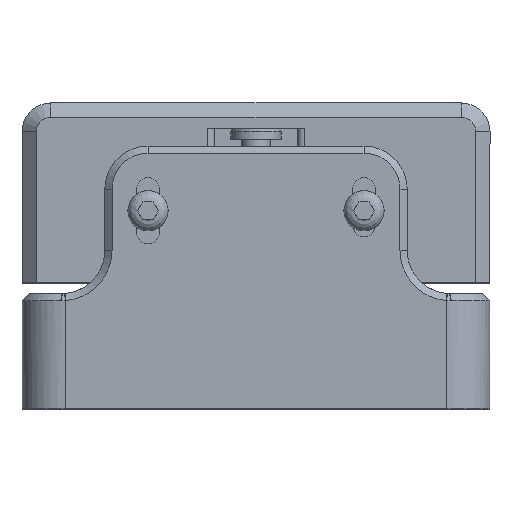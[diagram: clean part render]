
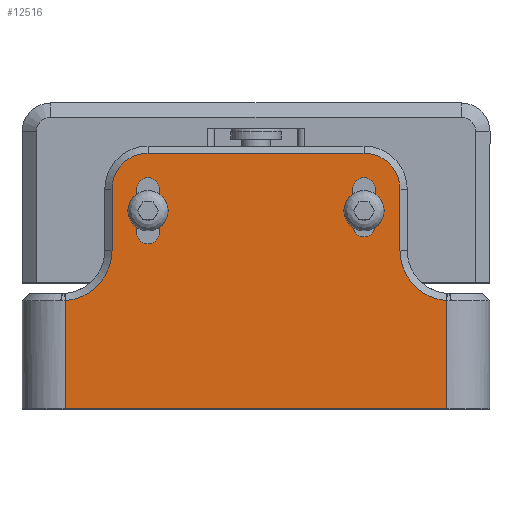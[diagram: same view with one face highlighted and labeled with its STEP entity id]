
A CAD part, top view. The second image highlights one B-rep face of the part: STEP entity #12516.
In plain terms, the highlighted face is planar.
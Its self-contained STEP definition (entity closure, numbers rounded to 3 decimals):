
#62=B_SPLINE_CURVE_WITH_KNOTS('',3,(#17729,#17730,#17731,#17732),
 .UNSPECIFIED.,.F.,.F.,(4,4),(-0.945,-0.938),
 .UNSPECIFIED.);
#66=B_SPLINE_CURVE_WITH_KNOTS('',3,(#17783,#17784,#17785,#17786),
 .UNSPECIFIED.,.F.,.F.,(4,4),(-2.933,-2.926),
 .UNSPECIFIED.);
#1887=FACE_BOUND('',#3272,.T.);
#1888=FACE_BOUND('',#3273,.T.);
#1931=PLANE('',#13555);
#2456=FACE_OUTER_BOUND('',#3271,.T.);
#3271=EDGE_LOOP('',(#8948,#8949,#8950,#8951,#8952,#8953,#8954,#8955,#8956,
#8957,#8958,#8959));
#3272=EDGE_LOOP('',(#8960,#8961,#8962,#8963));
#3273=EDGE_LOOP('',(#8964,#8965,#8966,#8967));
#4086=LINE('',#17678,#4509);
#4090=LINE('',#17690,#4513);
#4092=LINE('',#17699,#4515);
#4137=LINE('',#17964,#4560);
#4139=LINE('',#17970,#4562);
#4140=LINE('',#17971,#4563);
#4141=LINE('',#17974,#4564);
#4142=LINE('',#17978,#4565);
#4143=LINE('',#17982,#4566);
#4144=LINE('',#17986,#4567);
#4509=VECTOR('',#14831,10.);
#4513=VECTOR('',#14843,10.);
#4515=VECTOR('',#14853,10.);
#4560=VECTOR('',#15002,10.);
#4562=VECTOR('',#15008,10.);
#4563=VECTOR('',#15009,10.);
#4564=VECTOR('',#15010,10.);
#4565=VECTOR('',#15013,10.);
#4566=VECTOR('',#15016,10.);
#4567=VECTOR('',#15019,10.);
#4909=CIRCLE('',#13492,7.);
#4911=CIRCLE('',#13496,5.);
#4913=CIRCLE('',#13500,5.);
#4915=CIRCLE('',#13504,7.);
#4946=CIRCLE('',#13556,1.6);
#4947=CIRCLE('',#13557,1.6);
#4948=CIRCLE('',#13558,1.6);
#4949=CIRCLE('',#13559,1.6);
#5600=VERTEX_POINT('',#17626);
#5604=VERTEX_POINT('',#17665);
#5607=VERTEX_POINT('',#17670);
#5608=VERTEX_POINT('',#17674);
#5610=VERTEX_POINT('',#17680);
#5612=VERTEX_POINT('',#17686);
#5614=VERTEX_POINT('',#17692);
#5616=VERTEX_POINT('',#17698);
#5618=VERTEX_POINT('',#17704);
#5621=VERTEX_POINT('',#17750);
#5676=VERTEX_POINT('',#17963);
#5678=VERTEX_POINT('',#17969);
#5679=VERTEX_POINT('',#17972);
#5680=VERTEX_POINT('',#17973);
#5681=VERTEX_POINT('',#17975);
#5682=VERTEX_POINT('',#17977);
#5683=VERTEX_POINT('',#17980);
#5684=VERTEX_POINT('',#17981);
#5685=VERTEX_POINT('',#17983);
#5686=VERTEX_POINT('',#17985);
#6774=EDGE_CURVE('',#5607,#5604,#4909,.T.);
#6777=EDGE_CURVE('',#5604,#5608,#4086,.T.);
#6780=EDGE_CURVE('',#5608,#5610,#4911,.T.);
#6783=EDGE_CURVE('',#5610,#5612,#4090,.T.);
#6786=EDGE_CURVE('',#5612,#5614,#4913,.T.);
#6787=EDGE_CURVE('',#5614,#5616,#4092,.T.);
#6792=EDGE_CURVE('',#5616,#5618,#4915,.T.);
#6794=EDGE_CURVE('',#5600,#5607,#62,.T.);
#6800=EDGE_CURVE('',#5618,#5621,#66,.T.);
#6875=EDGE_CURVE('',#5621,#5676,#4137,.T.);
#6878=EDGE_CURVE('',#5678,#5600,#4139,.T.);
#6879=EDGE_CURVE('',#5678,#5676,#4140,.T.);
#6880=EDGE_CURVE('',#5679,#5680,#4141,.T.);
#6881=EDGE_CURVE('',#5680,#5681,#4946,.T.);
#6882=EDGE_CURVE('',#5681,#5682,#4142,.T.);
#6883=EDGE_CURVE('',#5682,#5679,#4947,.T.);
#6884=EDGE_CURVE('',#5683,#5684,#4143,.T.);
#6885=EDGE_CURVE('',#5684,#5685,#4948,.T.);
#6886=EDGE_CURVE('',#5685,#5686,#4144,.T.);
#6887=EDGE_CURVE('',#5686,#5683,#4949,.T.);
#8948=ORIENTED_EDGE('',*,*,#6794,.F.);
#8949=ORIENTED_EDGE('',*,*,#6878,.F.);
#8950=ORIENTED_EDGE('',*,*,#6879,.T.);
#8951=ORIENTED_EDGE('',*,*,#6875,.F.);
#8952=ORIENTED_EDGE('',*,*,#6800,.F.);
#8953=ORIENTED_EDGE('',*,*,#6792,.F.);
#8954=ORIENTED_EDGE('',*,*,#6787,.F.);
#8955=ORIENTED_EDGE('',*,*,#6786,.F.);
#8956=ORIENTED_EDGE('',*,*,#6783,.F.);
#8957=ORIENTED_EDGE('',*,*,#6780,.F.);
#8958=ORIENTED_EDGE('',*,*,#6777,.F.);
#8959=ORIENTED_EDGE('',*,*,#6774,.F.);
#8960=ORIENTED_EDGE('',*,*,#6880,.T.);
#8961=ORIENTED_EDGE('',*,*,#6881,.T.);
#8962=ORIENTED_EDGE('',*,*,#6882,.T.);
#8963=ORIENTED_EDGE('',*,*,#6883,.T.);
#8964=ORIENTED_EDGE('',*,*,#6884,.T.);
#8965=ORIENTED_EDGE('',*,*,#6885,.T.);
#8966=ORIENTED_EDGE('',*,*,#6886,.T.);
#8967=ORIENTED_EDGE('',*,*,#6887,.T.);
#12516=ADVANCED_FACE('',(#2456,#1887,#1888),#1931,.T.);
#13492=AXIS2_PLACEMENT_3D('',#17672,#14825,#14826);
#13496=AXIS2_PLACEMENT_3D('',#17684,#14837,#14838);
#13500=AXIS2_PLACEMENT_3D('',#17696,#14849,#14850);
#13504=AXIS2_PLACEMENT_3D('',#17708,#14861,#14862);
#13555=AXIS2_PLACEMENT_3D('',#17968,#15006,#15007);
#13556=AXIS2_PLACEMENT_3D('',#17976,#15011,#15012);
#13557=AXIS2_PLACEMENT_3D('',#17979,#15014,#15015);
#13558=AXIS2_PLACEMENT_3D('',#17984,#15017,#15018);
#13559=AXIS2_PLACEMENT_3D('',#17987,#15020,#15021);
#14825=DIRECTION('center_axis',(1.,0.,0.));
#14826=DIRECTION('ref_axis',(0.,-0.707,-0.707));
#14831=DIRECTION('',(0.,1.,0.));
#14837=DIRECTION('center_axis',(-1.,0.,0.));
#14838=DIRECTION('ref_axis',(0.,0.707,0.707));
#14843=DIRECTION('',(0.,0.,-1.));
#14849=DIRECTION('center_axis',(-1.,0.,0.));
#14850=DIRECTION('ref_axis',(0.,0.707,-0.707));
#14853=DIRECTION('',(0.,-1.,0.));
#14861=DIRECTION('center_axis',(1.,0.,0.));
#14862=DIRECTION('ref_axis',(0.,-0.707,0.707));
#15002=DIRECTION('',(0.,-1.,0.));
#15006=DIRECTION('center_axis',(1.,0.,0.));
#15007=DIRECTION('ref_axis',(0.,0.,-1.));
#15008=DIRECTION('',(0.,1.,0.));
#15009=DIRECTION('',(0.,0.,-1.));
#15010=DIRECTION('',(0.,-1.,0.));
#15011=DIRECTION('center_axis',(-1.,0.,0.));
#15012=DIRECTION('ref_axis',(0.,0.,1.));
#15013=DIRECTION('',(0.,1.,0.));
#15014=DIRECTION('center_axis',(-1.,0.,0.));
#15015=DIRECTION('ref_axis',(0.,0.,-1.));
#15016=DIRECTION('',(0.,-1.,0.));
#15017=DIRECTION('center_axis',(-1.,0.,0.));
#15018=DIRECTION('ref_axis',(0.,0.,1.));
#15019=DIRECTION('',(0.,1.,0.));
#15020=DIRECTION('center_axis',(-1.,0.,0.));
#15021=DIRECTION('ref_axis',(0.,0.,-1.));
#17626=CARTESIAN_POINT('',(10.,15.018,26.5));
#17665=CARTESIAN_POINT('',(10.,22.,20.));
#17670=CARTESIAN_POINT('',(10.,15.024,26.417));
#17672=CARTESIAN_POINT('Origin',(10.,22.,27.));
#17674=CARTESIAN_POINT('',(10.,30.5,20.));
#17678=CARTESIAN_POINT('',(10.,8.,20.));
#17680=CARTESIAN_POINT('',(10.,35.5,15.));
#17684=CARTESIAN_POINT('Origin',(10.,30.5,15.));
#17686=CARTESIAN_POINT('',(10.,35.5,-15.));
#17690=CARTESIAN_POINT('',(10.,35.5,16.25));
#17692=CARTESIAN_POINT('',(10.,30.5,-20.));
#17696=CARTESIAN_POINT('Origin',(10.,30.5,-15.));
#17698=CARTESIAN_POINT('',(10.,22.,-20.));
#17699=CARTESIAN_POINT('',(10.,8.,-20.));
#17704=CARTESIAN_POINT('',(10.,15.024,-26.417));
#17708=CARTESIAN_POINT('Origin',(10.,22.,-27.));
#17729=CARTESIAN_POINT('Ctrl Pts',(10.,15.018,26.5));
#17730=CARTESIAN_POINT('Ctrl Pts',(10.,15.02,26.472));
#17731=CARTESIAN_POINT('Ctrl Pts',(10.,15.022,26.444));
#17732=CARTESIAN_POINT('Ctrl Pts',(10.,15.024,26.417));
#17750=CARTESIAN_POINT('',(10.,15.018,-26.5));
#17783=CARTESIAN_POINT('Ctrl Pts',(10.,15.024,-26.417));
#17784=CARTESIAN_POINT('Ctrl Pts',(10.,15.022,-26.444));
#17785=CARTESIAN_POINT('Ctrl Pts',(10.,15.02,-26.472));
#17786=CARTESIAN_POINT('Ctrl Pts',(10.,15.018,-26.5));
#17963=CARTESIAN_POINT('',(10.,0.,-26.5));
#17964=CARTESIAN_POINT('',(10.,0.,-26.5));
#17968=CARTESIAN_POINT('Origin',(10.,0.,32.5));
#17969=CARTESIAN_POINT('',(10.,0.,26.5));
#17970=CARTESIAN_POINT('',(10.,0.,26.5));
#17971=CARTESIAN_POINT('',(10.,0.,32.5));
#17972=CARTESIAN_POINT('',(10.,30.5,13.4));
#17973=CARTESIAN_POINT('',(10.,24.5,13.4));
#17974=CARTESIAN_POINT('',(10.,15.25,13.4));
#17975=CARTESIAN_POINT('',(10.,24.5,16.6));
#17976=CARTESIAN_POINT('Origin',(10.,24.5,15.));
#17977=CARTESIAN_POINT('',(10.,30.5,16.6));
#17978=CARTESIAN_POINT('',(10.,12.25,16.6));
#17979=CARTESIAN_POINT('Origin',(10.,30.5,15.));
#17980=CARTESIAN_POINT('',(10.,30.5,-16.6));
#17981=CARTESIAN_POINT('',(10.,25.5,-16.6));
#17982=CARTESIAN_POINT('',(10.,15.25,-16.6));
#17983=CARTESIAN_POINT('',(10.,25.5,-13.4));
#17984=CARTESIAN_POINT('Origin',(10.,25.5,-15.));
#17985=CARTESIAN_POINT('',(10.,30.5,-13.4));
#17986=CARTESIAN_POINT('',(10.,12.75,-13.4));
#17987=CARTESIAN_POINT('Origin',(10.,30.5,-15.));
